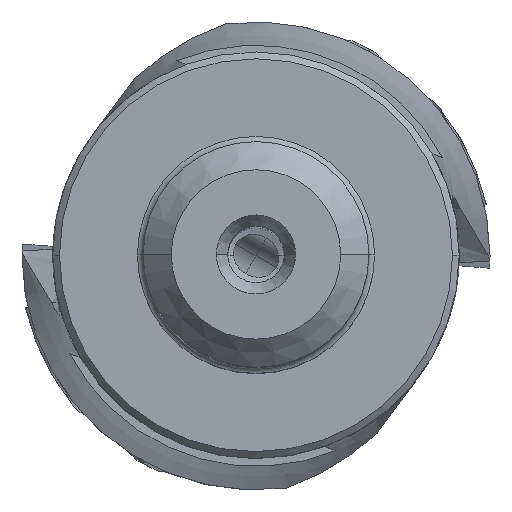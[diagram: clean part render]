
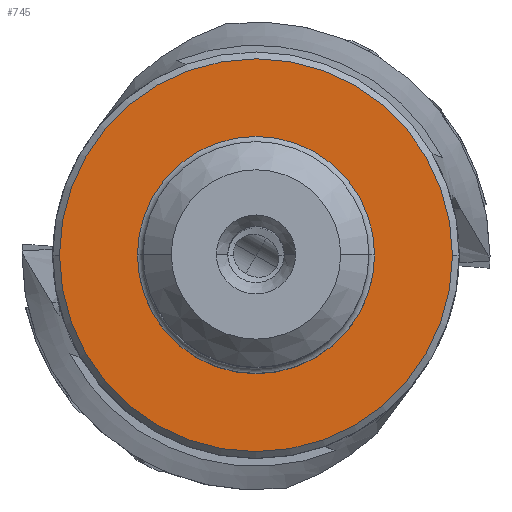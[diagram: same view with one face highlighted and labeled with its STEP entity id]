
A CAD part, top view. The second image highlights one B-rep face of the part: STEP entity #745.
In plain terms, the highlighted planar face has unit normal (0, 0, 1).
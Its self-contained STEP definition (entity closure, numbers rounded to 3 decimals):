
#65=FACE_BOUND('',#1279,.T.);
#66=FACE_BOUND('',#1280,.T.);
#87=PLANE('',#5025);
#745=ADVANCED_FACE('',(#65,#66),#87,.T.);
#1279=EDGE_LOOP('',(#1950,#1951,#1952,#1953));
#1280=EDGE_LOOP('',(#1954,#1955));
#1950=ORIENTED_EDGE('',*,*,#3849,.T.);
#1951=ORIENTED_EDGE('',*,*,#3850,.F.);
#1952=ORIENTED_EDGE('',*,*,#3851,.F.);
#1953=ORIENTED_EDGE('',*,*,#3852,.T.);
#1954=ORIENTED_EDGE('',*,*,#3848,.F.);
#1955=ORIENTED_EDGE('',*,*,#3853,.F.);
#3311=VERTEX_POINT('',#7384);
#3312=VERTEX_POINT('',#7386);
#3313=VERTEX_POINT('',#7390);
#3314=VERTEX_POINT('',#7391);
#3315=VERTEX_POINT('',#7393);
#3316=VERTEX_POINT('',#7395);
#3848=EDGE_CURVE('',#3312,#3311,#4514,.T.);
#3849=EDGE_CURVE('',#3313,#3314,#4515,.T.);
#3850=EDGE_CURVE('',#3315,#3314,#4516,.T.);
#3851=EDGE_CURVE('',#3316,#3315,#4517,.T.);
#3852=EDGE_CURVE('',#3316,#3313,#4518,.T.);
#3853=EDGE_CURVE('',#3311,#3312,#4519,.T.);
#4514=CIRCLE('',#5018,5.25);
#4515=CIRCLE('',#5020,8.7);
#4516=CIRCLE('',#5021,8.7);
#4517=CIRCLE('',#5022,8.7);
#4518=CIRCLE('',#5023,8.7);
#4519=CIRCLE('',#5024,5.25);
#5018=AXIS2_PLACEMENT_3D('',#7387,#5716,#5717);
#5020=AXIS2_PLACEMENT_3D('',#7389,#5720,#5721);
#5021=AXIS2_PLACEMENT_3D('',#7392,#5722,#5723);
#5022=AXIS2_PLACEMENT_3D('',#7394,#5724,#5725);
#5023=AXIS2_PLACEMENT_3D('',#7396,#5726,#5727);
#5024=AXIS2_PLACEMENT_3D('',#7397,#5728,#5729);
#5025=AXIS2_PLACEMENT_3D('',#7398,#5730,#5731);
#5716=DIRECTION('',(0.,0.,1.));
#5717=DIRECTION('',(-1.,0.,0.));
#5720=DIRECTION('',(0.,0.,1.));
#5721=DIRECTION('',(1.,-0.001,0.));
#5722=DIRECTION('',(0.,0.,-1.));
#5723=DIRECTION('',(1.,-0.001,0.));
#5724=DIRECTION('',(0.,0.,-1.));
#5725=DIRECTION('',(-1.,0.001,0.));
#5726=DIRECTION('',(0.,0.,1.));
#5727=DIRECTION('',(-1.,0.001,0.));
#5728=DIRECTION('',(0.,0.,1.));
#5729=DIRECTION('',(1.,0.,0.));
#5730=DIRECTION('',(0.,0.,1.));
#5731=DIRECTION('',(1.,0.,0.));
#7384=CARTESIAN_POINT('',(5.25,0.,0.));
#7386=CARTESIAN_POINT('',(-5.25,0.,0.));
#7387=CARTESIAN_POINT('',(0.,0.,0.));
#7389=CARTESIAN_POINT('',(0.,0.,0.));
#7390=CARTESIAN_POINT('',(-8.7,0.,0.));
#7391=CARTESIAN_POINT('',(8.7,-0.011,0.));
#7392=CARTESIAN_POINT('',(0.,0.,0.));
#7393=CARTESIAN_POINT('',(8.7,0.,0.));
#7394=CARTESIAN_POINT('',(0.,0.,0.));
#7395=CARTESIAN_POINT('',(-8.7,0.011,0.));
#7396=CARTESIAN_POINT('',(0.,0.,0.));
#7397=CARTESIAN_POINT('',(0.,0.,0.));
#7398=CARTESIAN_POINT('',(0.,0.,0.));
